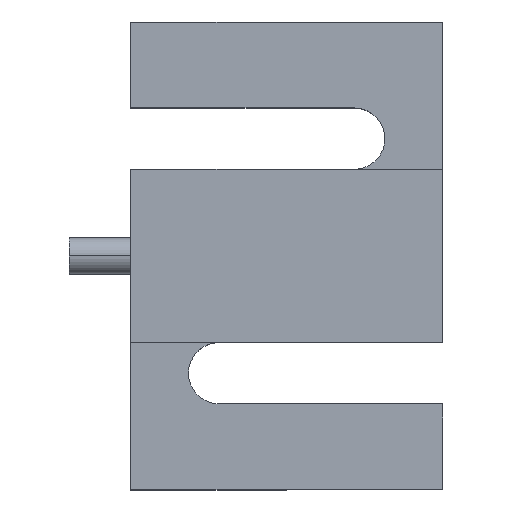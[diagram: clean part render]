
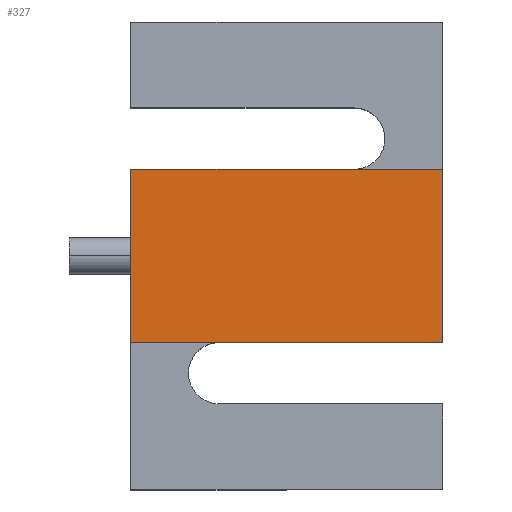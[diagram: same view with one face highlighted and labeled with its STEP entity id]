
A CAD part, top view. The second image highlights one B-rep face of the part: STEP entity #327.
In plain terms, the highlighted planar face has unit normal (0, 0, 1).
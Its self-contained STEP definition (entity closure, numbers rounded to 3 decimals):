
#19 = CARTESIAN_POINT ( 'NONE',  ( -25.4, 14.1, 13.5 ) ) ;
#28 = VERTEX_POINT ( 'NONE', #696 ) ;
#46 = VERTEX_POINT ( 'NONE', #160 ) ;
#50 = VECTOR ( 'NONE', #195, 1000. ) ;
#55 = CARTESIAN_POINT ( 'NONE',  ( -25.4, -14.1, 13.5 ) ) ;
#119 = LINE ( 'NONE', #417, #145 ) ;
#139 = CARTESIAN_POINT ( 'NONE',  ( 0., 0., 13.5 ) ) ;
#145 = VECTOR ( 'NONE', #506, 1000. ) ;
#160 = CARTESIAN_POINT ( 'NONE',  ( 25.4, -14.1, 13.5 ) ) ;
#195 = DIRECTION ( 'NONE',  ( 1., 0., 0. ) ) ;
#204 = FACE_OUTER_BOUND ( 'NONE', #334, .T. ) ;
#227 = CARTESIAN_POINT ( 'NONE',  ( -25.4, -14.1, 13.5 ) ) ;
#269 = CARTESIAN_POINT ( 'NONE',  ( -25.4, 14.1, 13.5 ) ) ;
#327 = ADVANCED_FACE ( 'NONE', ( #204 ), #615, .T. ) ;
#334 = EDGE_LOOP ( 'NONE', ( #482, #376, #732, #775 ) ) ;
#343 = DIRECTION ( 'NONE',  ( 0., -1., 0. ) ) ;
#376 = ORIENTED_EDGE ( 'NONE', *, *, #463, .T. ) ;
#404 = LINE ( 'NONE', #55, #50 ) ;
#417 = CARTESIAN_POINT ( 'NONE',  ( 25.4, 14.1, 13.5 ) ) ;
#419 = VERTEX_POINT ( 'NONE', #885 ) ;
#460 = LINE ( 'NONE', #269, #618 ) ;
#463 = EDGE_CURVE ( 'NONE', #789, #46, #404, .T. ) ;
#474 = DIRECTION ( 'NONE',  ( 0., 0., 1. ) ) ;
#482 = ORIENTED_EDGE ( 'NONE', *, *, #576, .T. ) ;
#506 = DIRECTION ( 'NONE',  ( 0., 1., 0. ) ) ;
#561 = DIRECTION ( 'NONE',  ( -1., 0., 0. ) ) ;
#576 = EDGE_CURVE ( 'NONE', #28, #789, #460, .T. ) ;
#615 = PLANE ( 'NONE',  #702 ) ;
#618 = VECTOR ( 'NONE', #343, 1000. ) ;
#655 = VECTOR ( 'NONE', #561, 1000. ) ;
#696 = CARTESIAN_POINT ( 'NONE',  ( -25.4, 14.1, 13.5 ) ) ;
#702 = AXIS2_PLACEMENT_3D ( 'NONE', #139, #474, #823 ) ;
#726 = EDGE_CURVE ( 'NONE', #46, #419, #119, .T. ) ;
#732 = ORIENTED_EDGE ( 'NONE', *, *, #726, .T. ) ;
#775 = ORIENTED_EDGE ( 'NONE', *, *, #886, .T. ) ;
#789 = VERTEX_POINT ( 'NONE', #227 ) ;
#823 = DIRECTION ( 'NONE',  ( 1., 0., 0. ) ) ;
#835 = LINE ( 'NONE', #19, #655 ) ;
#885 = CARTESIAN_POINT ( 'NONE',  ( 25.4, 14.1, 13.5 ) ) ;
#886 = EDGE_CURVE ( 'NONE', #419, #28, #835, .T. ) ;
